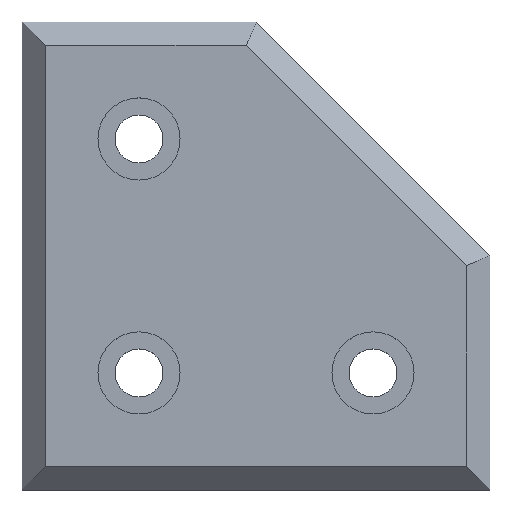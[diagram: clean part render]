
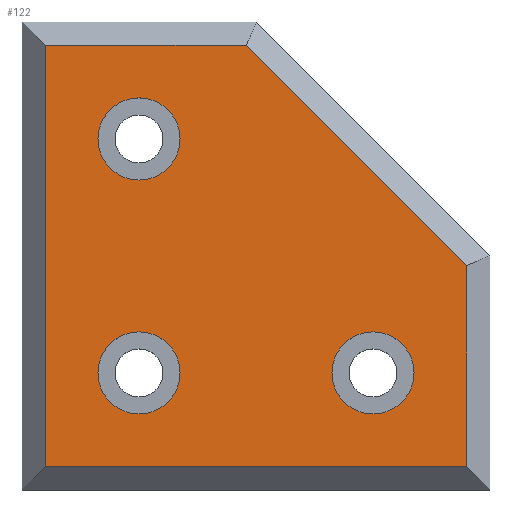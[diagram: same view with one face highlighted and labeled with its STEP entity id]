
A CAD part, top view. The second image highlights one B-rep face of the part: STEP entity #122.
In plain terms, the highlighted planar face has unit normal (0, 0, 1).
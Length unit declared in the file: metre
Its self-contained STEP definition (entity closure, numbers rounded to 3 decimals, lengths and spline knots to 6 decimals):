
#106 = EDGE_CURVE( '', #253, #244, #254, .T. );
#120 = EDGE_CURVE( '', #244, #275, #276, .T. );
#122 = ADVANCED_FACE( '', ( #278, #279, #280, #281 ), #282, .T. );
#142 = EDGE_CURVE( '', #236, #310, #311, .T. );
#174 = EDGE_CURVE( '', #275, #310, #352, .T. );
#176 = EDGE_CURVE( '', #253, #236, #354, .T. );
#236 = VERTEX_POINT( '', #409 );
#244 = VERTEX_POINT( '', #419 );
#253 = VERTEX_POINT( '', #433 );
#254 = LINE( '', #434, #435 );
#275 = VERTEX_POINT( '', #462 );
#276 = LINE( '', #463, #464 );
#278 = FACE_BOUND( '', #466, .T. );
#279 = FACE_BOUND( '', #467, .T. );
#280 = FACE_BOUND( '', #468, .T. );
#281 = FACE_OUTER_BOUND( '', #469, .T. );
#282 = PLANE( '', #470 );
#310 = VERTEX_POINT( '', #508 );
#311 = LINE( '', #509, #510 );
#352 = LINE( '', #571, #572 );
#354 = LINE( '', #575, #576 );
#409 = CARTESIAN_POINT( '', ( 0.038, 0.002, 0.005 ) );
#419 = CARTESIAN_POINT( '', ( 0.002, 0.038, 0.005 ) );
#433 = CARTESIAN_POINT( '', ( 0.002, 0.002, 0.005 ) );
#434 = CARTESIAN_POINT( '', ( 0.002, 0., 0.005 ) );
#435 = VECTOR( '', #658, 1. );
#462 = CARTESIAN_POINT( '', ( 0.019172, 0.038, 0.005 ) );
#463 = CARTESIAN_POINT( '', ( 0., 0.038, 0.005 ) );
#464 = VECTOR( '', #686, 1. );
#466 = EDGE_LOOP( '', ( #688 ) );
#467 = EDGE_LOOP( '', ( #689 ) );
#468 = EDGE_LOOP( '', ( #690 ) );
#469 = EDGE_LOOP( '', ( #691, #692, #693, #694, #695 ) );
#470 = AXIS2_PLACEMENT_3D( '', #696, #697, #698 );
#508 = CARTESIAN_POINT( '', ( 0.038, 0.019172, 0.005 ) );
#509 = CARTESIAN_POINT( '', ( 0.038, 0., 0.005 ) );
#510 = VECTOR( '', #731, 1. );
#571 = CARTESIAN_POINT( '', ( 0.018586, 0.038586, 0.005 ) );
#572 = VECTOR( '', #780, 1. );
#575 = CARTESIAN_POINT( '', ( 0., 0.002, 0.005 ) );
#576 = VECTOR( '', #781, 1. );
#658 = DIRECTION( '', ( 0., 1., 0. ) );
#686 = DIRECTION( '', ( 1., 0., 0. ) );
#688 = ORIENTED_EDGE( '', *, *, #799, .F. );
#689 = ORIENTED_EDGE( '', *, *, #800, .F. );
#690 = ORIENTED_EDGE( '', *, *, #794, .F. );
#691 = ORIENTED_EDGE( '', *, *, #106, .F. );
#692 = ORIENTED_EDGE( '', *, *, #176, .T. );
#693 = ORIENTED_EDGE( '', *, *, #142, .T. );
#694 = ORIENTED_EDGE( '', *, *, #174, .F. );
#695 = ORIENTED_EDGE( '', *, *, #120, .F. );
#696 = CARTESIAN_POINT( '', ( 0., 0., 0.005 ) );
#697 = DIRECTION( '', ( 0., 0., 1. ) );
#698 = DIRECTION( '', ( 1., 0., 0. ) );
#731 = DIRECTION( '', ( 0., 1., 0. ) );
#780 = DIRECTION( '', ( 0.707, -0.707, 0. ) );
#781 = DIRECTION( '', ( 1., 0., 0. ) );
#794 = EDGE_CURVE( '', #823, #823, #824, .T. );
#799 = EDGE_CURVE( '', #829, #829, #830, .T. );
#800 = EDGE_CURVE( '', #831, #831, #832, .T. );
#823 = VERTEX_POINT( '', #856 );
#824 = CIRCLE( '', #857, 0.00351 );
#829 = VERTEX_POINT( '', #862 );
#830 = CIRCLE( '', #863, 0.00351 );
#831 = VERTEX_POINT( '', #864 );
#832 = CIRCLE( '', #865, 0.00351 );
#856 = CARTESIAN_POINT( '', ( 0.01351, 0.01, 0.005 ) );
#857 = AXIS2_PLACEMENT_3D( '', #882, #883, #884 );
#862 = CARTESIAN_POINT( '', ( 0.03351, 0.01, 0.005 ) );
#863 = AXIS2_PLACEMENT_3D( '', #885, #886, #887 );
#864 = CARTESIAN_POINT( '', ( 0.01351, 0.03, 0.005 ) );
#865 = AXIS2_PLACEMENT_3D( '', #888, #889, #890 );
#882 = CARTESIAN_POINT( '', ( 0.01, 0.01, 0.005 ) );
#883 = DIRECTION( '', ( 0., 0., 1. ) );
#884 = DIRECTION( '', ( 1., 0., 0. ) );
#885 = CARTESIAN_POINT( '', ( 0.03, 0.01, 0.005 ) );
#886 = DIRECTION( '', ( 0., 0., 1. ) );
#887 = DIRECTION( '', ( 1., 0., 0. ) );
#888 = CARTESIAN_POINT( '', ( 0.01, 0.03, 0.005 ) );
#889 = DIRECTION( '', ( 0., 0., 1. ) );
#890 = DIRECTION( '', ( 1., 0., 0. ) );
